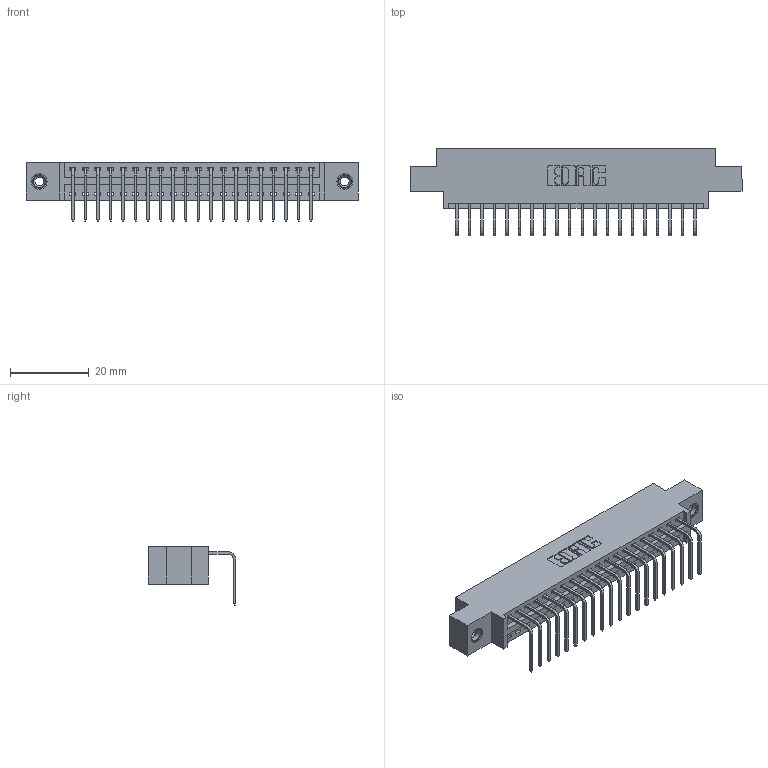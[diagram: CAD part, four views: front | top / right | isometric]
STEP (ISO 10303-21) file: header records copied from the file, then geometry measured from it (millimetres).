
FILE_DESCRIPTION (( 'STEP AP203' ), '1' );
FILE_NAME ('396-020-558-608.STEP', '2019-11-01T06:10:33', ( '' ), ( '' ), 'SwSTEP 2.0', 'SolidWorks 2016', '' );
FILE_SCHEMA (( 'CONFIG_CONTROL_DESIGN' ));
Length unit declared in the file: inch
Products named in the file (4): 345-250-001_345-250-003-102; 396-020-558-608; 346 Part_0.170 Offset - 0.156 Dia-TI; 345-292-001_558 Tail - 2
Assembly tree (23 placements, depth 2):
  396-020-558-608
    346 Part_0.170 Offset - 0.156 Dia-TI
    345-292-001_558 Tail - 2  x20
    345-250-001_345-250-003-102  x2
Bounding box: 84.07 x 22.16 x 14.73 mm (x, y, z)
Volume: 7801.7 mm3; surface area: 10093.3 mm2
Topology: 23 solids, 23 shells, 1386 faces, 4117 edges, 2710 vertices
Faces by surface type: plane 952, cylinder 418, cone 12, torus 4
Entity records: 16776 total; most frequent: CARTESIAN_POINT 2867, ORIENTED_EDGE 2814, DIRECTION 2581, EDGE_CURVE 1407, VECTOR 1175, LINE 1175, VERTEX_POINT 932, AXIS2_PLACEMENT_3D 703
